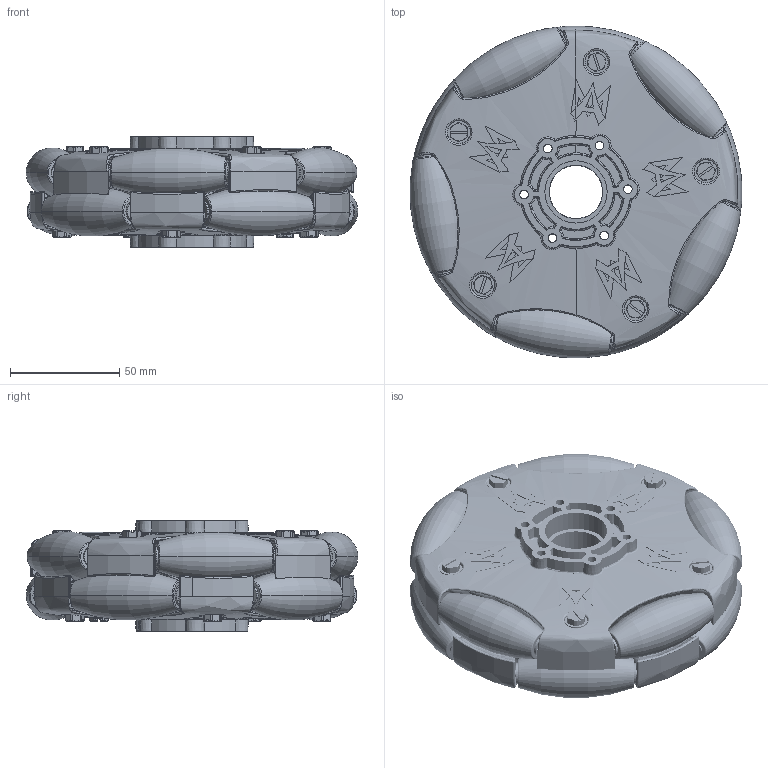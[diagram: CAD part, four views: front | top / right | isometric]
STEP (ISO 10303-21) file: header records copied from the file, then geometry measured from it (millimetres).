
FILE_DESCRIPTION (( 'STEP AP214' ), '1' );
FILE_NAME ('am-3154 6in DuraOmni.STEP', '2015-11-05T17:06:24', ( '' ), ( '' ), 'SwSTEP 2.0', 'SolidWorks 2014', '' );
FILE_SCHEMA (( 'AUTOMOTIVE_DESIGN' ));
Length unit declared in the file: inch
Products named in the file (7): MP6-10D Roller rev 2; am-3154 6in DuraOmni; 10-24 hex half inch_93882A213; 0125x2375 Pin; MP6-10D Outer Body; MP6-10D Inner Body rev 2; Roller Assembly rev 2
Assembly tree (34 placements, depth 3):
  am-3154 6in DuraOmni
    Roller Assembly rev 2
      MP6-10D Roller rev 2  x10
    MP6-10D Inner Body rev 2
    MP6-10D Outer Body  x2
    0125x2375 Pin  x10
    10-24 hex half inch_93882A213  x10
Bounding box: 152.18 x 152.18 x 50.8 mm (x, y, z)
Volume: 350778.7 mm3; surface area: 188045.5 mm2
Topology: 33 solids, 33 shells, 3330 faces, 8742 edges, 5601 vertices
Faces by surface type: bspline 959, cylinder 894, plane 754, cone 418, torus 225, sphere 80
Entity records: 78197 total; most frequent: CARTESIAN_POINT 43787, ORIENTED_EDGE 8080, DIRECTION 5910, EDGE_CURVE 4040, VERTEX_POINT 2556, AXIS2_PLACEMENT_3D 2391, EDGE_LOOP 1684, ADVANCED_FACE 1559
